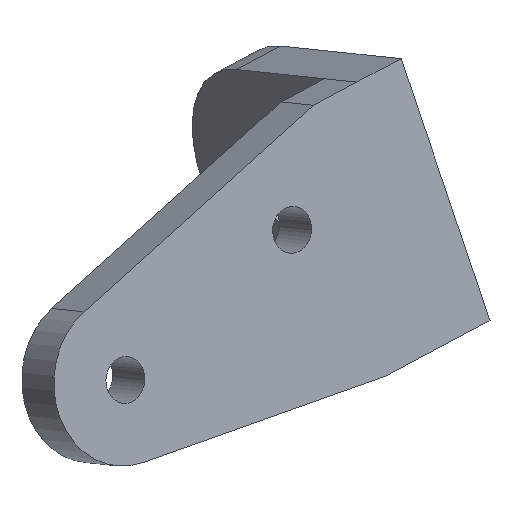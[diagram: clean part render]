
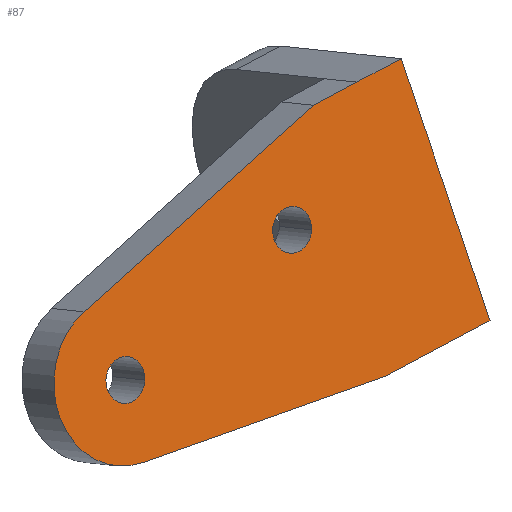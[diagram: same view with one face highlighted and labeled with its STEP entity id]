
A CAD part, front view. The second image highlights one B-rep face of the part: STEP entity #87.
In plain terms, the highlighted planar face has unit normal (0.559, -0.827, -0.058).
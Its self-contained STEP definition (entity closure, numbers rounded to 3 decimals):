
#87 = ADVANCED_FACE( '', ( #128, #129, #130 ), #131, .T. );
#128 = FACE_OUTER_BOUND( '', #180, .T. );
#129 = FACE_BOUND( '', #181, .T. );
#130 = FACE_BOUND( '', #182, .T. );
#131 = PLANE( '', #183 );
#180 = EDGE_LOOP( '', ( #305, #306, #307, #308, #309, #310, #311, #312 ) );
#181 = EDGE_LOOP( '', ( #313, #314 ) );
#182 = EDGE_LOOP( '', ( #315, #316 ) );
#183 = AXIS2_PLACEMENT_3D( '', #317, #318, #319 );
#305 = ORIENTED_EDGE( '', *, *, #387, .T. );
#306 = ORIENTED_EDGE( '', *, *, #430, .T. );
#307 = ORIENTED_EDGE( '', *, *, #419, .T. );
#308 = ORIENTED_EDGE( '', *, *, #416, .T. );
#309 = ORIENTED_EDGE( '', *, *, #402, .T. );
#310 = ORIENTED_EDGE( '', *, *, #431, .T. );
#311 = ORIENTED_EDGE( '', *, *, #432, .T. );
#312 = ORIENTED_EDGE( '', *, *, #390, .T. );
#313 = ORIENTED_EDGE( '', *, *, #433, .F. );
#314 = ORIENTED_EDGE( '', *, *, #434, .F. );
#315 = ORIENTED_EDGE( '', *, *, #429, .F. );
#316 = ORIENTED_EDGE( '', *, *, #427, .F. );
#317 = CARTESIAN_POINT( '', ( 3736.12, -5532.643, -390.579 ) );
#318 = DIRECTION( '', ( 0.559, -0.827, -0.058 ) );
#319 = DIRECTION( '', ( 0., 0.07, -0.998 ) );
#387 = EDGE_CURVE( '', #443, #447, #449, .T. );
#390 = EDGE_CURVE( '', #451, #443, #454, .T. );
#402 = EDGE_CURVE( '', #466, #474, #476, .T. );
#416 = EDGE_CURVE( '', #499, #466, #501, .T. );
#419 = EDGE_CURVE( '', #503, #499, #506, .T. );
#427 = EDGE_CURVE( '', #517, #519, #520, .T. );
#429 = EDGE_CURVE( '', #519, #517, #522, .T. );
#430 = EDGE_CURVE( '', #447, #503, #523, .T. );
#431 = EDGE_CURVE( '', #474, #524, #525, .T. );
#432 = EDGE_CURVE( '', #524, #451, #526, .T. );
#433 = EDGE_CURVE( '', #527, #528, #529, .T. );
#434 = EDGE_CURVE( '', #528, #527, #530, .T. );
#443 = VERTEX_POINT( '', #539 );
#447 = VERTEX_POINT( '', #544 );
#449 = CIRCLE( '', #547, 9. );
#451 = VERTEX_POINT( '', #549 );
#454 = LINE( '', #554, #555 );
#466 = VERTEX_POINT( '', #569 );
#474 = VERTEX_POINT( '', #579 );
#476 = LINE( '', #582, #583 );
#499 = VERTEX_POINT( '', #612 );
#501 = LINE( '', #615, #616 );
#503 = VERTEX_POINT( '', #618 );
#506 = LINE( '', #623, #624 );
#517 = VERTEX_POINT( '', #637 );
#519 = VERTEX_POINT( '', #640 );
#520 = CIRCLE( '', #641, 2.45 );
#522 = CIRCLE( '', #644, 2.45 );
#523 = LINE( '', #645, #646 );
#524 = VERTEX_POINT( '', #647 );
#525 = LINE( '', #648, #649 );
#526 = LINE( '', #650, #651 );
#527 = VERTEX_POINT( '', #652 );
#528 = VERTEX_POINT( '', #653 );
#529 = CIRCLE( '', #654, 2.45 );
#530 = CIRCLE( '', #655, 2.45 );
#539 = CARTESIAN_POINT( '', ( 8573.938, -2226.312, -948.942 ) );
#544 = CARTESIAN_POINT( '', ( 8580.116, -2221.03, -964.665 ) );
#547 = AXIS2_PLACEMENT_3D( '', #675, #676, #677 );
#549 = CARTESIAN_POINT( '', ( 8597.843, -2211.69, -927.402 ) );
#554 = CARTESIAN_POINT( '', ( 8585.89, -2219.001, -938.172 ) );
#555 = VECTOR( '', #680, 1000. );
#569 = CARTESIAN_POINT( '', ( 8616.295, -2197.644, -949.866 ) );
#579 = CARTESIAN_POINT( '', ( 8607.027, -2205.832, -922.533 ) );
#582 = CARTESIAN_POINT( '', ( 8611.661, -2201.738, -936.2 ) );
#583 = VECTOR( '', #704, 1000. );
#612 = CARTESIAN_POINT( '', ( 8611.676, -2200.59, -952.314 ) );
#615 = CARTESIAN_POINT( '', ( 8613.986, -2199.117, -951.09 ) );
#616 = VECTOR( '', #730, 1000. );
#618 = CARTESIAN_POINT( '', ( 8605.365, -2204.616, -955.66 ) );
#623 = CARTESIAN_POINT( '', ( 8608.521, -2202.603, -953.987 ) );
#624 = VECTOR( '', #733, 1000. );
#637 = CARTESIAN_POINT( '', ( 8593.616, -2213.627, -940.39 ) );
#640 = CARTESIAN_POINT( '', ( 8597.677, -2210.885, -940.39 ) );
#641 = AXIS2_PLACEMENT_3D( '', #749, #750, #751 );
#644 = AXIS2_PLACEMENT_3D( '', #753, #754, #755 );
#645 = CARTESIAN_POINT( '', ( 8592.741, -2212.823, -960.163 ) );
#646 = VECTOR( '', #756, 1000. );
#647 = CARTESIAN_POINT( '', ( 8602.409, -2208.778, -924.982 ) );
#648 = CARTESIAN_POINT( '', ( 8604.718, -2207.305, -923.758 ) );
#649 = VECTOR( '', #757, 1000. );
#650 = CARTESIAN_POINT( '', ( 8600.126, -2210.234, -926.192 ) );
#651 = VECTOR( '', #758, 1000. );
#652 = CARTESIAN_POINT( '', ( 8580.288, -2221.521, -956.058 ) );
#653 = CARTESIAN_POINT( '', ( 8576.227, -2224.264, -956.058 ) );
#654 = AXIS2_PLACEMENT_3D( '', #759, #760, #761 );
#655 = AXIS2_PLACEMENT_3D( '', #762, #763, #764 );
#675 = CARTESIAN_POINT( '', ( 8578.258, -2222.893, -956.058 ) );
#676 = DIRECTION( '', ( 0.559, -0.827, -0.058 ) );
#677 = DIRECTION( '', ( 0.829, 0.557, 0.039 ) );
#680 = DIRECTION( '', ( -0.676, -0.414, -0.609 ) );
#704 = DIRECTION( '', ( -0.309, -0.273, 0.911 ) );
#730 = DIRECTION( '', ( 0.77, 0.491, 0.408 ) );
#733 = DIRECTION( '', ( 0.77, 0.491, 0.408 ) );
#749 = CARTESIAN_POINT( '', ( 8595.647, -2212.256, -940.39 ) );
#750 = DIRECTION( '', ( 0.559, -0.827, -0.058 ) );
#751 = DIRECTION( '', ( 0.829, 0.557, 0.039 ) );
#753 = CARTESIAN_POINT( '', ( 8595.647, -2212.256, -940.39 ) );
#754 = DIRECTION( '', ( 0.559, -0.827, -0.058 ) );
#755 = DIRECTION( '', ( 0.829, 0.557, 0.039 ) );
#756 = DIRECTION( '', ( 0.803, 0.522, 0.286 ) );
#757 = DIRECTION( '', ( -0.77, -0.491, -0.408 ) );
#758 = DIRECTION( '', ( -0.77, -0.491, -0.408 ) );
#759 = CARTESIAN_POINT( '', ( 8578.258, -2222.893, -956.058 ) );
#760 = DIRECTION( '', ( 0.559, -0.827, -0.058 ) );
#761 = DIRECTION( '', ( 0.829, 0.557, 0.039 ) );
#762 = CARTESIAN_POINT( '', ( 8578.258, -2222.893, -956.058 ) );
#763 = DIRECTION( '', ( 0.559, -0.827, -0.058 ) );
#764 = DIRECTION( '', ( 0.829, 0.557, 0.039 ) );
